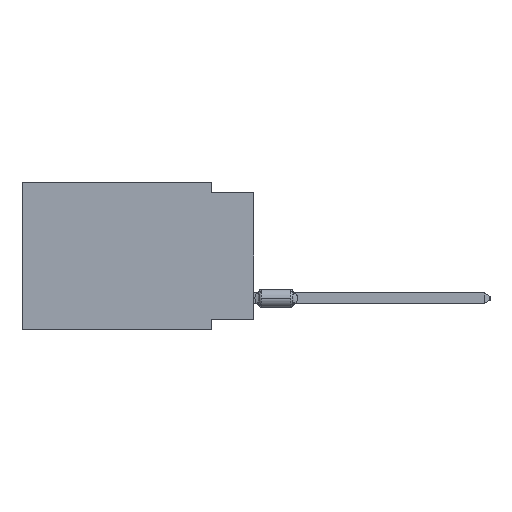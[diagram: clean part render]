
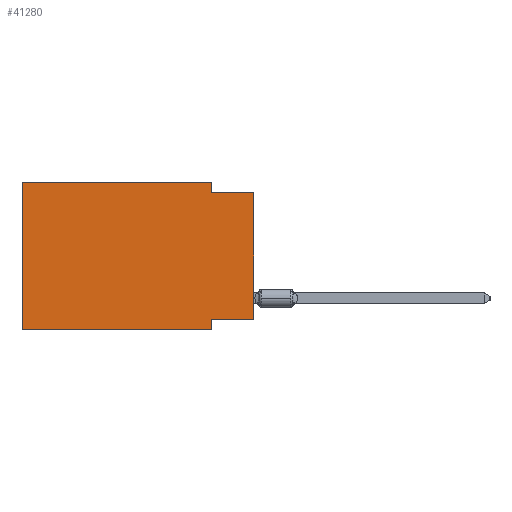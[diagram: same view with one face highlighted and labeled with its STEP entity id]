
A CAD part, left-side view. The second image highlights one B-rep face of the part: STEP entity #41280.
In plain terms, the highlighted planar face has unit normal (-1, 0, 0).
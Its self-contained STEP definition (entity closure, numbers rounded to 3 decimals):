
#1674 = VECTOR ( 'NONE', #6865, 1000. ) ;
#1927 = DIRECTION ( 'NONE',  ( 0., 1., 0. ) ) ;
#2559 = CARTESIAN_POINT ( 'NONE',  ( 0., 13.97, 0. ) ) ;
#2692 = VECTOR ( 'NONE', #15375, 1000. ) ;
#3278 = ORIENTED_EDGE ( 'NONE', *, *, #10936, .F. ) ;
#4585 = CARTESIAN_POINT ( 'NONE',  ( 0., 13.97, -8.89 ) ) ;
#4595 = CARTESIAN_POINT ( 'NONE',  ( 0., 2.54, -8.255 ) ) ;
#5854 = LINE ( 'NONE', #46241, #1674 ) ;
#6312 = EDGE_CURVE ( 'NONE', #51732, #66286, #7046, .T. ) ;
#6398 = CARTESIAN_POINT ( 'NONE',  ( 0., 0., -8.255 ) ) ;
#6720 = LINE ( 'NONE', #41650, #2692 ) ;
#6865 = DIRECTION ( 'NONE',  ( 0., -1., 0. ) ) ;
#7046 = LINE ( 'NONE', #52835, #44120 ) ;
#7101 = EDGE_CURVE ( 'NONE', #48081, #10446, #9797, .T. ) ;
#8736 = PLANE ( 'NONE',  #16801 ) ;
#9797 = LINE ( 'NONE', #51467, #29449 ) ;
#10270 = EDGE_CURVE ( 'NONE', #13641, #11223, #6720, .T. ) ;
#10446 = VERTEX_POINT ( 'NONE', #26114 ) ;
#10936 = EDGE_CURVE ( 'NONE', #11223, #10446, #60524, .T. ) ;
#11223 = VERTEX_POINT ( 'NONE', #58456 ) ;
#12139 = VECTOR ( 'NONE', #46483, 1000. ) ;
#12702 = VERTEX_POINT ( 'NONE', #2559 ) ;
#13063 = CARTESIAN_POINT ( 'NONE',  ( 0., 0., -0.635 ) ) ;
#13641 = VERTEX_POINT ( 'NONE', #49216 ) ;
#14820 = LINE ( 'NONE', #4585, #26128 ) ;
#15375 = DIRECTION ( 'NONE',  ( 0., 0., -1. ) ) ;
#16801 = AXIS2_PLACEMENT_3D ( 'NONE', #43942, #23455, #44262 ) ;
#17139 = VERTEX_POINT ( 'NONE', #20052 ) ;
#20052 = CARTESIAN_POINT ( 'NONE',  ( 0., 13.97, -8.89 ) ) ;
#20527 = CARTESIAN_POINT ( 'NONE',  ( 0., 13.97, 0. ) ) ;
#20650 = EDGE_CURVE ( 'NONE', #17139, #12702, #51941, .T. ) ;
#21191 = ORIENTED_EDGE ( 'NONE', *, *, #6312, .F. ) ;
#23455 = DIRECTION ( 'NONE',  ( 1., 0., 0. ) ) ;
#24335 = DIRECTION ( 'NONE',  ( 0., -1., 0. ) ) ;
#26114 = CARTESIAN_POINT ( 'NONE',  ( 0., 0., -0.635 ) ) ;
#26128 = VECTOR ( 'NONE', #62325, 1000. ) ;
#29449 = VECTOR ( 'NONE', #30630, 1000. ) ;
#30515 = CARTESIAN_POINT ( 'NONE',  ( 0., 2.54, -8.89 ) ) ;
#30630 = DIRECTION ( 'NONE',  ( 0., 0., 1. ) ) ;
#34510 = VECTOR ( 'NONE', #24335, 1000. ) ;
#39083 = ORIENTED_EDGE ( 'NONE', *, *, #64620, .F. ) ;
#41027 = EDGE_CURVE ( 'NONE', #48081, #51732, #47397, .T. ) ;
#41280 = ADVANCED_FACE ( 'NONE', ( #54519 ), #8736, .F. ) ;
#41650 = CARTESIAN_POINT ( 'NONE',  ( 0., 2.54, 0. ) ) ;
#41698 = ORIENTED_EDGE ( 'NONE', *, *, #66251, .T. ) ;
#42907 = DIRECTION ( 'NONE',  ( 0., 0., -1. ) ) ;
#43942 = CARTESIAN_POINT ( 'NONE',  ( 0., 13.97, 0. ) ) ;
#44120 = VECTOR ( 'NONE', #42907, 1000. ) ;
#44262 = DIRECTION ( 'NONE',  ( 0., 0., -1. ) ) ;
#46241 = CARTESIAN_POINT ( 'NONE',  ( 0., 13.97, 0. ) ) ;
#46483 = DIRECTION ( 'NONE',  ( 0., 0., 1. ) ) ;
#47397 = LINE ( 'NONE', #6398, #52763 ) ;
#48081 = VERTEX_POINT ( 'NONE', #53332 ) ;
#49216 = CARTESIAN_POINT ( 'NONE',  ( 0., 2.54, 0. ) ) ;
#51467 = CARTESIAN_POINT ( 'NONE',  ( 0., 0., 0. ) ) ;
#51732 = VERTEX_POINT ( 'NONE', #4595 ) ;
#51941 = LINE ( 'NONE', #20527, #12139 ) ;
#52763 = VECTOR ( 'NONE', #1927, 1000. ) ;
#52835 = CARTESIAN_POINT ( 'NONE',  ( 0., 2.54, -8.89 ) ) ;
#53332 = CARTESIAN_POINT ( 'NONE',  ( 0., 0., -8.255 ) ) ;
#54519 = FACE_OUTER_BOUND ( 'NONE', #59312, .T. ) ;
#57237 = ORIENTED_EDGE ( 'NONE', *, *, #7101, .T. ) ;
#58456 = CARTESIAN_POINT ( 'NONE',  ( 0., 2.54, -0.635 ) ) ;
#59261 = ORIENTED_EDGE ( 'NONE', *, *, #20650, .F. ) ;
#59312 = EDGE_LOOP ( 'NONE', ( #57237, #3278, #64548, #39083, #59261, #41698, #21191, #59711 ) ) ;
#59711 = ORIENTED_EDGE ( 'NONE', *, *, #41027, .F. ) ;
#60524 = LINE ( 'NONE', #13063, #34510 ) ;
#62325 = DIRECTION ( 'NONE',  ( 0., -1., 0. ) ) ;
#64548 = ORIENTED_EDGE ( 'NONE', *, *, #10270, .F. ) ;
#64620 = EDGE_CURVE ( 'NONE', #12702, #13641, #5854, .T. ) ;
#66251 = EDGE_CURVE ( 'NONE', #17139, #66286, #14820, .T. ) ;
#66286 = VERTEX_POINT ( 'NONE', #30515 ) ;
